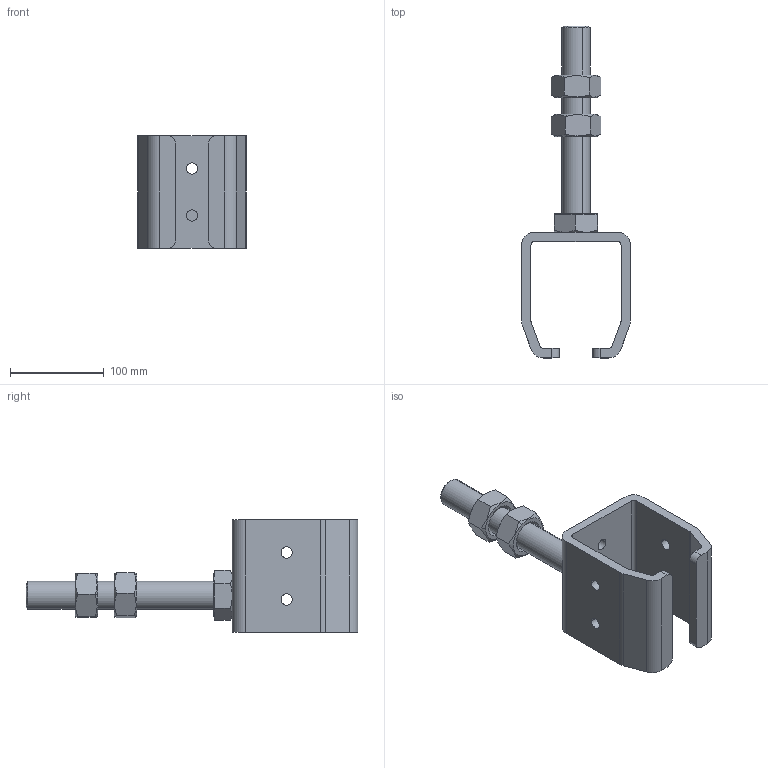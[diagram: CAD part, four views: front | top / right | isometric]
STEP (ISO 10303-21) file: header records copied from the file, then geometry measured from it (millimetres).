
FILE_DESCRIPTION (( 'STEP AP203' ), '1' );
FILE_NAME ('1.27.B04.STEP', '2016-11-11T13:53:31', ( '' ), ( '' ), 'SwSTEP 2.0', 'SolidWorks 2016', '' );
FILE_SCHEMA (( 'CONFIG_CONTROL_DESIGN' ));
Length unit declared in the file: millimetre
Products named in the file (1): 1.27.B04
Bounding box: 116 x 353.75 x 120 mm (x, y, z)
Volume: 698282.4 mm3; surface area: 148826.6 mm2
Topology: 4 solids, 4 shells, 135 faces, 352 edges, 226 vertices
Faces by surface type: cylinder 56, plane 49, cone 24, bspline 6
Entity records: 9505 total; most frequent: CARTESIAN_POINT 6286, ORIENTED_EDGE 704, DIRECTION 606, EDGE_CURVE 352, AXIS2_PLACEMENT_3D 228, VERTEX_POINT 226, EDGE_LOOP 152, VECTOR 150
